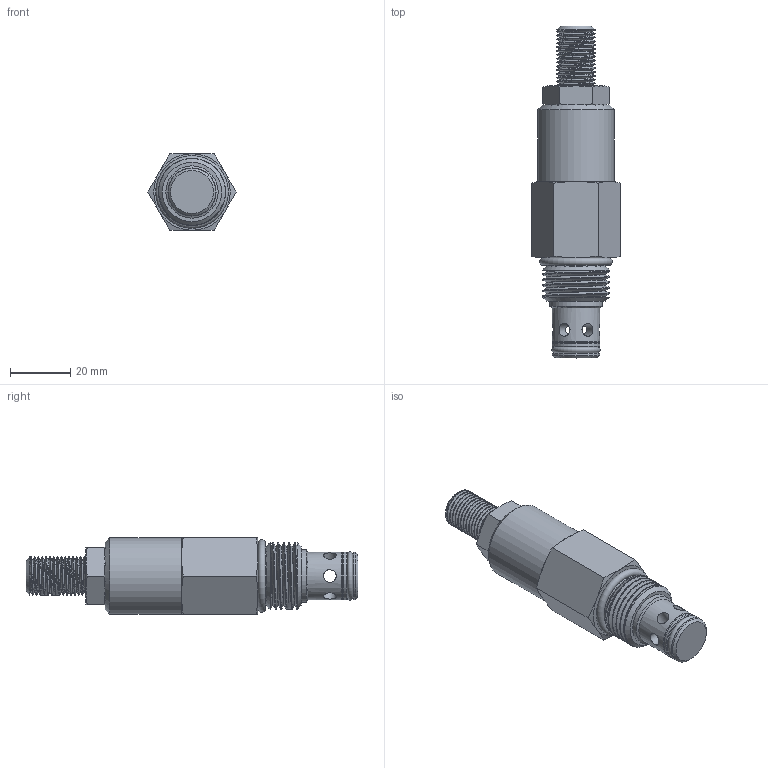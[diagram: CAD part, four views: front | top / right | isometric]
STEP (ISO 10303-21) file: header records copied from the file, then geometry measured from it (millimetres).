
FILE_DESCRIPTION(/* description */ (''),/* implementation_level */ '2;1');
FILE_NAME(/* name */ 'DRV-100.stp',/* time_stamp */ '2021-03-18T10:05:41-04:00',/* author */ ('mcooper'),/* organization */ (''),/* preprocessor_version */ 'ST-DEVELOPER v18',/* originating_system */ 'Autodesk Inventor 2020',/* authorisation */ '');
FILE_SCHEMA (('AUTOMOTIVE_DESIGN { 1 0 10303 214 3 1 1 }'));
Length unit declared in the file: inch
Products named in the file (1): drv-100-n-s-20_10138-01_RK
Bounding box: 29.33 x 110.16 x 25.4 mm (x, y, z)
Volume: 39952.9 mm3; surface area: 13741 mm2
Topology: 3 solids, 4 shells, 147 faces, 377 edges, 244 vertices
Faces by surface type: cylinder 49, plane 43, cone 34, bspline 12, torus 9
Full cylindrical faces by diameter (mm): 4.216 x6, 6.35 x1, 10.817 x2, 12.7 x19, 13.31 x3, 15.799 x2, 15.875 x1, 17.374 x1, 19.535 x2, 19.634 x2, 22.225 x5, 25.4 x1
Entity records: 14419 total; most frequent: CARTESIAN_POINT 10962, ORIENTED_EDGE 752, DIRECTION 664, EDGE_CURVE 376, AXIS2_PLACEMENT_3D 285, VERTEX_POINT 244, EDGE_LOOP 170, FACE_OUTER_BOUND 147
